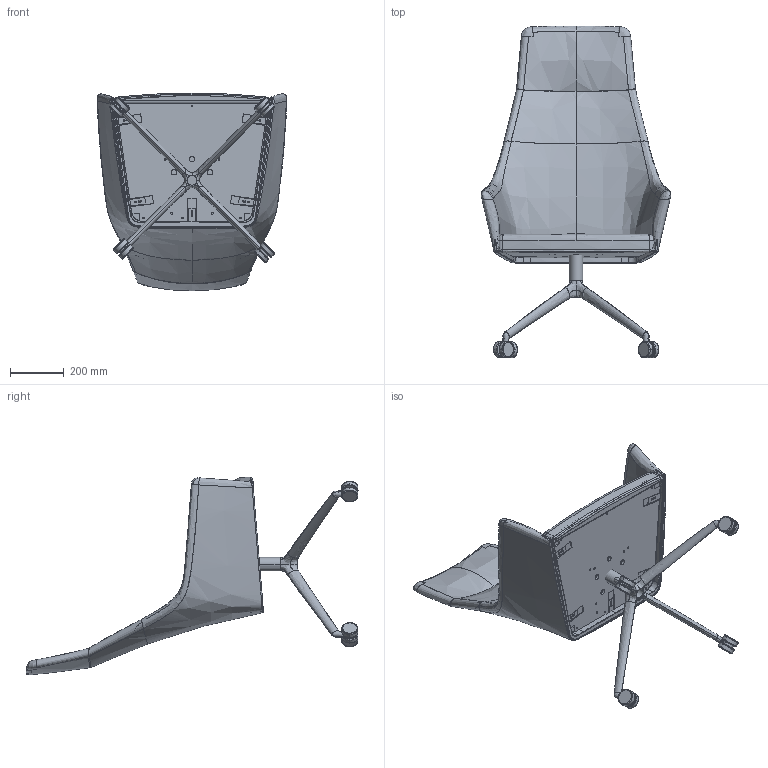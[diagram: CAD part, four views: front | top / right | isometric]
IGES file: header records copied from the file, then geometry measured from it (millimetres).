
Start section: SolidWorks IGES file using analytic representation for surfaces
Global section: file name: Arco-Sketch_Boardroom_D-Vogtherr_&_Prestwich-3Dfile.IGS; native system: SolidWorks 2019; preprocessor: SolidWorks 2019; author: aCobanoglu; date: 200623.092410; units: millimetre
Bounding box: 702.75 x 1229.91 x 732.49 mm (x, y, z)
Surface area: 3275917.3 mm2 (no closed solid volume)
Topology: 0 solids, 0 shells, 590 faces, 11196 edges, 11187 vertices
Faces by surface type: bspline 386, revolution 204
